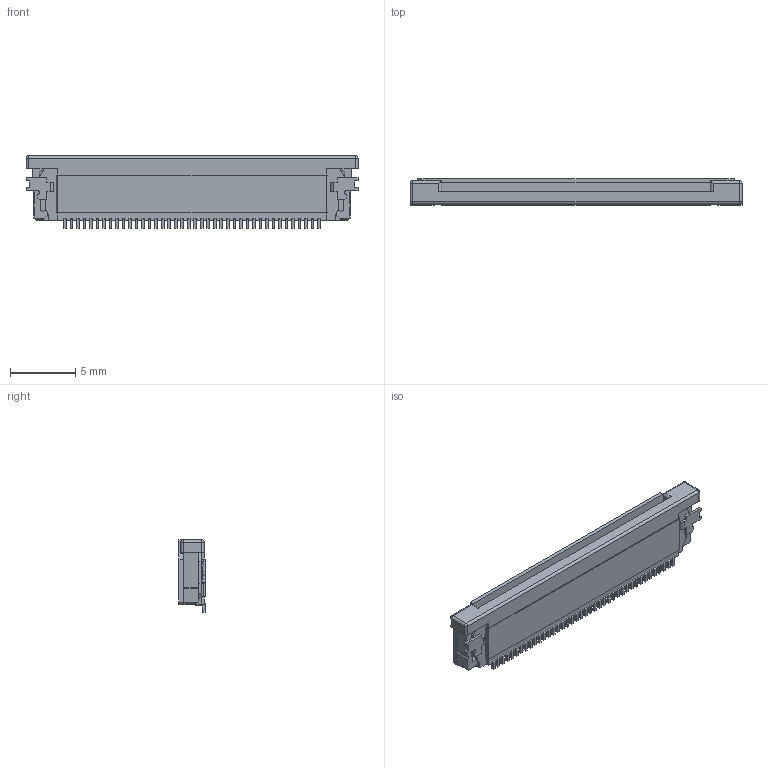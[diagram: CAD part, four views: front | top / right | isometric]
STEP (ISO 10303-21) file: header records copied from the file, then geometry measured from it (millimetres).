
FILE_DESCRIPTION (( 'STEP AP214' ), '1' );
FILE_NAME ('62684402100AHLF.STEP', '2023-07-13T18:32:16', ( '' ), ( '' ), 'SwSTEP 2.0', 'SolidWorks 2021', '' );
FILE_SCHEMA (( 'AUTOMOTIVE_DESIGN' ));
Length unit declared in the file: millimetre
Products named in the file (3): 62684402100AHLF; 62684 additional-21 body_40; pin^62684 additional-21 ASS
Assembly tree (41 placements, depth 2):
  62684402100AHLF
    62684 additional-21 body_40
    pin^62684 additional-21 ASS  x40
Bounding box: 25.5 x 2 x 5.6 mm (x, y, z)
Volume: 180.6 mm3; surface area: 742 mm2
Topology: 44 solids, 44 shells, 563 faces, 1381 edges, 904 vertices
Faces by surface type: plane 536, cylinder 23, sphere 4
Entity records: 5550 total; most frequent: CARTESIAN_POINT 944, DIRECTION 915, ORIENTED_EDGE 882, EDGE_CURVE 441, VECTOR 397, LINE 397, VERTEX_POINT 280, AXIS2_PLACEMENT_3D 259
